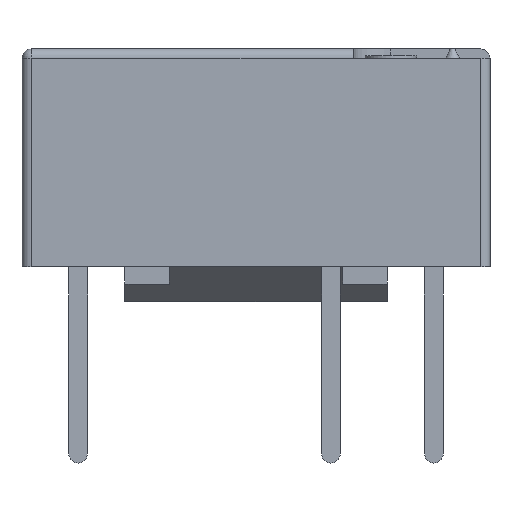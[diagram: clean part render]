
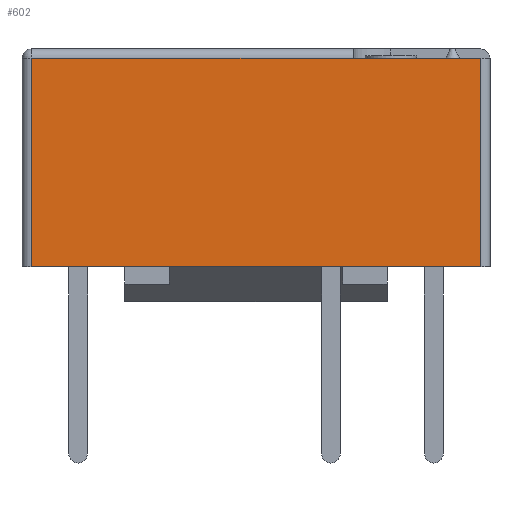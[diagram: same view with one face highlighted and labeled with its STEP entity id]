
A CAD part, front view. The second image highlights one B-rep face of the part: STEP entity #602.
In plain terms, the highlighted planar face has unit normal (0, -1, 0).
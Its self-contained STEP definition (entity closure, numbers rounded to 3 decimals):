
#602=ADVANCED_FACE('',(#14257),#14259,.T.);
#14257=FACE_BOUND('',#14258,.T.);
#14258=EDGE_LOOP('',(#24968,#24969,#24970,#24971,#24972));
#14259=PLANE('',#14260);
#14260=AXIS2_PLACEMENT_3D('',#14261,#14262,#14263);
#14261=CARTESIAN_POINT('',(-5.,-3.,1.));
#14262=DIRECTION('',(0.,-1.,0.));
#14263=DIRECTION('',(1.,0.,0.));
#24968=ORIENTED_EDGE('',*,*,#33529,.T.);
#24969=ORIENTED_EDGE('',*,*,#33530,.F.);
#24970=ORIENTED_EDGE('',*,*,#33531,.F.);
#24971=ORIENTED_EDGE('',*,*,#33488,.T.);
#24972=ORIENTED_EDGE('',*,*,#33528,.T.);
#33488=EDGE_CURVE('',#37927,#37925,#37928,.T.);
#33528=EDGE_CURVE('',#37925,#37986,#37988,.T.);
#33529=EDGE_CURVE('',#37986,#37989,#37990,.T.);
#33530=EDGE_CURVE('',#37991,#37989,#37992,.T.);
#33531=EDGE_CURVE('',#37927,#37991,#37993,.T.);
#37925=VERTEX_POINT('',#45462);
#37927=VERTEX_POINT('',#45467);
#37928=LINE('',#45468,#45469);
#37986=VERTEX_POINT('',#45611);
#37988=LINE('',#45616,#45617);
#37989=VERTEX_POINT('',#45619);
#37990=LINE('',#45620,#45621);
#37991=VERTEX_POINT('',#45623);
#37992=LINE('',#45624,#45625);
#37993=LINE('',#45627,#45628);
#45462=CARTESIAN_POINT('',(4.8,-3.,1.));
#45467=CARTESIAN_POINT('',(-4.8,-3.,1.));
#45468=CARTESIAN_POINT('',(-4.8,-3.,1.));
#45469=VECTOR('',#45470,1.);
#45470=DIRECTION('',(1.,0.,0.));
#45611=CARTESIAN_POINT('',(4.8,-3.,5.45));
#45616=CARTESIAN_POINT('',(4.8,-3.,1.));
#45617=VECTOR('',#45618,1.);
#45618=DIRECTION('',(0.,0.,1.));
#45619=CARTESIAN_POINT('',(2.08,-3.,5.45));
#45620=CARTESIAN_POINT('',(4.8,-3.,5.45));
#45621=VECTOR('',#45622,1.);
#45622=DIRECTION('',(-1.,0.,0.));
#45623=CARTESIAN_POINT('',(-4.8,-3.,5.45));
#45624=CARTESIAN_POINT('',(-4.8,-3.,5.45));
#45625=VECTOR('',#45626,1.);
#45626=DIRECTION('',(1.,0.,0.));
#45627=CARTESIAN_POINT('',(-4.8,-3.,1.));
#45628=VECTOR('',#45629,1.);
#45629=DIRECTION('',(0.,0.,1.));
